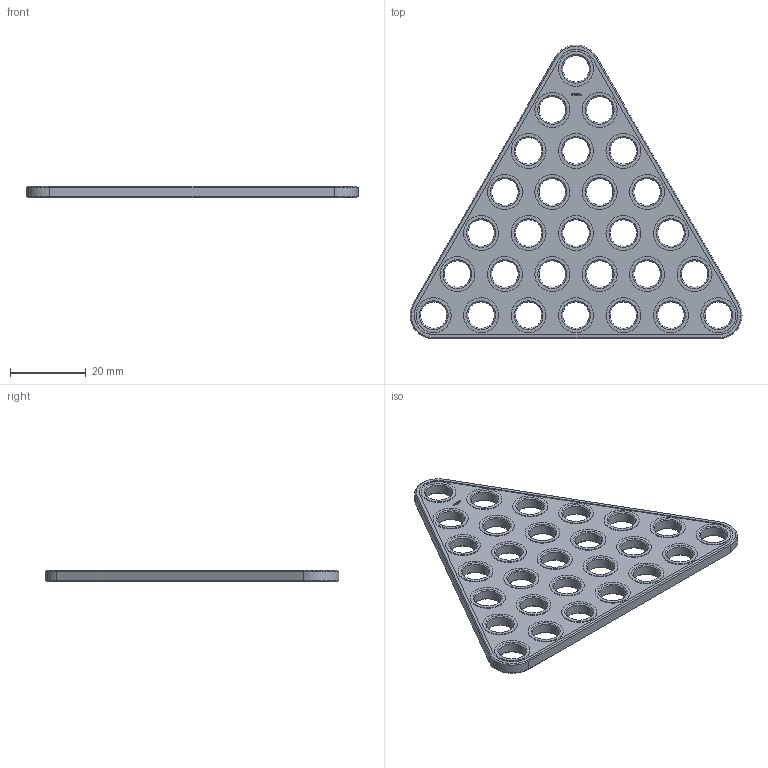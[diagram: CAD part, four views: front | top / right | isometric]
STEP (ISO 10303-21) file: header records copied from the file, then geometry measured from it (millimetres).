
FILE_DESCRIPTION(('FreeCAD Model'),'2;1');
FILE_NAME('Open CASCADE Shape Model','2024-01-31T12:55:33',(''),(''), 'Open CASCADE STEP processor 7.6','FreeCAD','Unknown');
FILE_SCHEMA(('AUTOMOTIVE_DESIGN { 1 0 10303 214 1 1 1 1 }'));
Length unit declared in the file: millimetre
Products named in the file (1): Plate TRI CRNR BU07x00.25 - SPN-PLT-0018 (stemfie.org)
Bounding box: 87.5 x 77.45 x 3.12 mm (x, y, z)
Volume: 8578.2 mm3; surface area: 8435.6 mm2
Topology: 1 solids, 1 shells, 620 faces, 1600 edges, 1044 vertices
Faces by surface type: plane 346, extrusion 150, cylinder 62, cone 62
Full cylindrical faces by diameter (mm): 7 x28, 9.2 x28
Entity records: 40967 total; most frequent: CARTESIAN_POINT 9600, DIRECTION 5272, VECTOR 3890, LINE 3740, ORIENTED_EDGE 3200, PCURVE 3200, DEFINITIONAL_REPRESENTATION 3200, EDGE_CURVE 1600
